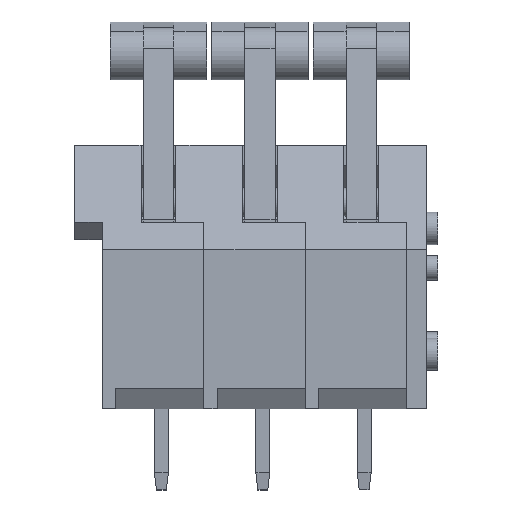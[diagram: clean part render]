
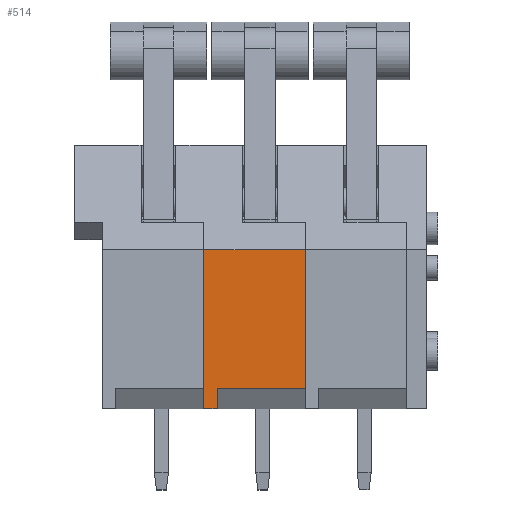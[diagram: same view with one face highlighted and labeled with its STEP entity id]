
A CAD part, front view. The second image highlights one B-rep face of the part: STEP entity #514.
In plain terms, the highlighted planar face has unit normal (0, -1, 0).
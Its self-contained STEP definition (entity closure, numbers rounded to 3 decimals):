
#514 = ADVANCED_FACE( '', ( #1135 ), #1136, .T. );
#1135 = FACE_OUTER_BOUND( '', #1933, .T. );
#1136 = PLANE( '', #1934 );
#1933 = EDGE_LOOP( '', ( #3083, #3084, #3085, #3086, #3087, #3088 ) );
#1934 = AXIS2_PLACEMENT_3D( '', #3089, #3090, #3091 );
#3083 = ORIENTED_EDGE( '', *, *, #5021, .T. );
#3084 = ORIENTED_EDGE( '', *, *, #5109, .T. );
#3085 = ORIENTED_EDGE( '', *, *, #4880, .T. );
#3086 = ORIENTED_EDGE( '', *, *, #5110, .T. );
#3087 = ORIENTED_EDGE( '', *, *, #5111, .F. );
#3088 = ORIENTED_EDGE( '', *, *, #5112, .F. );
#3089 = CARTESIAN_POINT( '', ( 2.5, -6.3, -3.925 ) );
#3090 = DIRECTION( '', ( 0., -1., 0. ) );
#3091 = DIRECTION( '', ( 0., 0., -1. ) );
#4880 = EDGE_CURVE( '', #5808, #5825, #5827, .T. );
#5021 = EDGE_CURVE( '', #6068, #6069, #6070, .T. );
#5109 = EDGE_CURVE( '', #6069, #5808, #6214, .T. );
#5110 = EDGE_CURVE( '', #5825, #6215, #6216, .T. );
#5111 = EDGE_CURVE( '', #6217, #6215, #6218, .T. );
#5112 = EDGE_CURVE( '', #6068, #6217, #6219, .T. );
#5808 = VERTEX_POINT( '', #7170 );
#5825 = VERTEX_POINT( '', #7194 );
#5827 = LINE( '', #7197, #7198 );
#6068 = VERTEX_POINT( '', #7529 );
#6069 = VERTEX_POINT( '', #7530 );
#6070 = LINE( '', #7531, #7532 );
#6214 = LINE( '', #7729, #7730 );
#6215 = VERTEX_POINT( '', #7731 );
#6216 = LINE( '', #7732, #7733 );
#6217 = VERTEX_POINT( '', #7734 );
#6218 = LINE( '', #7735, #7736 );
#6219 = LINE( '', #7737, #7738 );
#7170 = CARTESIAN_POINT( '', ( 2.5, -6.3, -2.925 ) );
#7194 = CARTESIAN_POINT( '', ( 2.5, -6.3, 3.925 ) );
#7197 = CARTESIAN_POINT( '', ( 2.5, -6.3, -3.925 ) );
#7198 = VECTOR( '', #8896, 1000. );
#7529 = CARTESIAN_POINT( '', ( -1.85, -6.3, -3.925 ) );
#7530 = CARTESIAN_POINT( '', ( -1.85, -6.3, -2.925 ) );
#7531 = CARTESIAN_POINT( '', ( -1.85, -6.3, -3.925 ) );
#7532 = VECTOR( '', #9050, 1000. );
#7729 = CARTESIAN_POINT( '', ( -1.85, -6.3, -2.925 ) );
#7730 = VECTOR( '', #9161, 1000. );
#7731 = CARTESIAN_POINT( '', ( -2.5, -6.3, 3.925 ) );
#7732 = CARTESIAN_POINT( '', ( 2.5, -6.3, 3.925 ) );
#7733 = VECTOR( '', #9162, 1000. );
#7734 = CARTESIAN_POINT( '', ( -2.5, -6.3, -3.925 ) );
#7735 = CARTESIAN_POINT( '', ( -2.5, -6.3, -3.925 ) );
#7736 = VECTOR( '', #9163, 1000. );
#7737 = CARTESIAN_POINT( '', ( 2.5, -6.3, -3.925 ) );
#7738 = VECTOR( '', #9164, 1000. );
#8896 = DIRECTION( '', ( 0., 0., 1. ) );
#9050 = DIRECTION( '', ( 0., 0., 1. ) );
#9161 = DIRECTION( '', ( 1., 0., 0. ) );
#9162 = DIRECTION( '', ( -1., 0., 0. ) );
#9163 = DIRECTION( '', ( 0., 0., 1. ) );
#9164 = DIRECTION( '', ( -1., 0., 0. ) );
